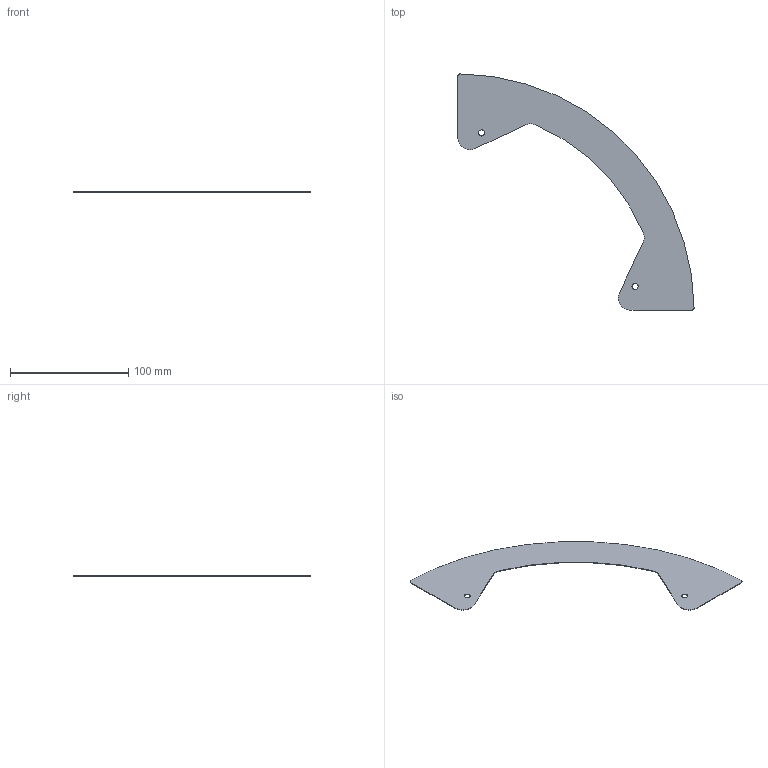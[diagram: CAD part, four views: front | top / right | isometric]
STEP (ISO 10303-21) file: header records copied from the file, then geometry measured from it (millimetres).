
FILE_DESCRIPTION((''),'2;1');
FILE_NAME('HINT-FE-011.stp','2014-03-06T08:25:33',(''),(''),'Autodesk Inventor 2013','Autodesk Inventor 2013','');
FILE_SCHEMA(('AUTOMOTIVE_DESIGN { 1 2 10303 214 0 1 1 1 }'));
Length unit declared in the file: millimetre
Products named in the file (1): HINT-FE-011
Bounding box: 199.99 x 199.99 x 0.5 mm (x, y, z)
Volume: 5628.2 mm3; surface area: 22881.8 mm2
Topology: 1 solids, 1 shells, 16 faces, 42 edges, 28 vertices
Faces by surface type: cylinder 10, plane 6
Full cylindrical faces by diameter (mm): 5.2 x2
Entity records: 530 total; most frequent: DIRECTION 94, CARTESIAN_POINT 85, ORIENTED_EDGE 80, EDGE_CURVE 40, AXIS2_PLACEMENT_3D 37, VERTEX_POINT 28, EDGE_LOOP 22, CIRCLE 20
